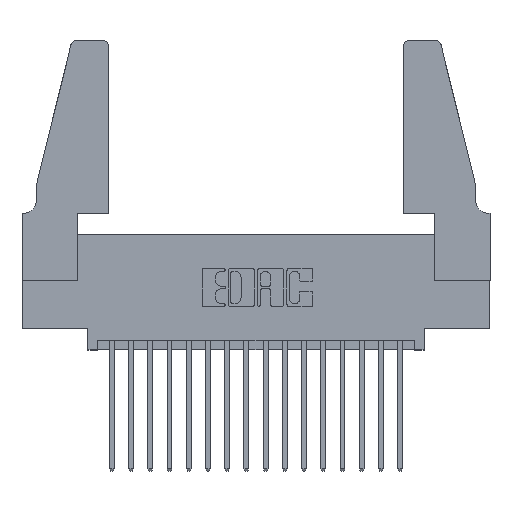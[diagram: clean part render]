
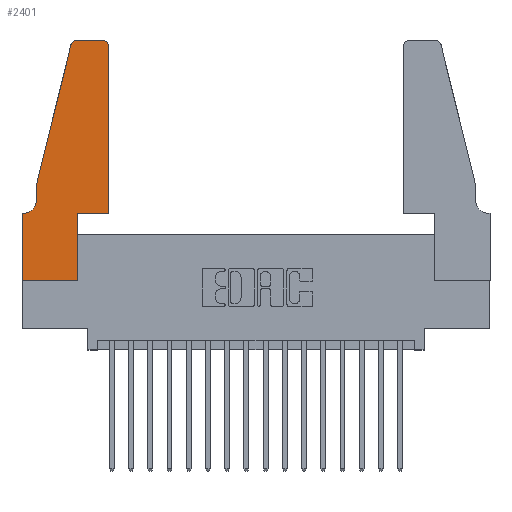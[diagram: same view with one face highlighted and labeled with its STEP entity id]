
A CAD part, top view. The second image highlights one B-rep face of the part: STEP entity #2401.
In plain terms, the highlighted planar face has unit normal (0, 0, 1).
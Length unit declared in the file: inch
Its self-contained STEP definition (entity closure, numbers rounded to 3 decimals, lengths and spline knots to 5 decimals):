
#151 = LINE ( 'NONE', #8854, #18109 ) ;
#154 = DIRECTION ( 'NONE',  ( 0., 1., 0. ) ) ;
#571 = VERTEX_POINT ( 'NONE', #9301 ) ;
#685 = DIRECTION ( 'NONE',  ( 0., 1., 0. ) ) ;
#793 = CIRCLE ( 'NONE', #11281, 0.03 ) ;
#836 = ORIENTED_EDGE ( 'NONE', *, *, #18371, .T. ) ;
#852 = LINE ( 'NONE', #15278, #3937 ) ;
#1440 = ORIENTED_EDGE ( 'NONE', *, *, #11683, .T. ) ;
#1538 = CARTESIAN_POINT ( 'NONE',  ( 0.0055, 0.42, 0.37 ) ) ;
#1689 = CARTESIAN_POINT ( 'NONE',  ( 0.25487, 1.22718, 0.37 ) ) ;
#1993 = CARTESIAN_POINT ( 'NONE',  ( 0., 0.35, 0.37 ) ) ;
#2083 = ORIENTED_EDGE ( 'NONE', *, *, #2437, .T. ) ;
#2267 = VERTEX_POINT ( 'NONE', #14459 ) ;
#2401 = ADVANCED_FACE ( 'NONE', ( #7054 ), #17410, .T. ) ;
#2437 = EDGE_CURVE ( 'NONE', #14623, #571, #9909, .T. ) ;
#2451 = VECTOR ( 'NONE', #5343, 39.37008 ) ;
#2519 = CARTESIAN_POINT ( 'NONE',  ( 0.284, 1.25, 0.37 ) ) ;
#2721 = CARTESIAN_POINT ( 'NONE',  ( 0., 0.35, 0.37 ) ) ;
#2760 = DIRECTION ( 'NONE',  ( -1., 0., 0. ) ) ;
#3025 = LINE ( 'NONE', #15025, #3514 ) ;
#3062 = DIRECTION ( 'NONE',  ( -1., 0., 0. ) ) ;
#3064 = DIRECTION ( 'NONE',  ( 0., 0., 1. ) ) ;
#3373 = LINE ( 'NONE', #14246, #17332 ) ;
#3375 = EDGE_CURVE ( 'NONE', #18387, #14623, #17274, .T. ) ;
#3427 = ORIENTED_EDGE ( 'NONE', *, *, #6314, .T. ) ;
#3514 = VECTOR ( 'NONE', #16384, 39.37008 ) ;
#3530 = DIRECTION ( 'NONE',  ( 1., 0., 0. ) ) ;
#3621 = CARTESIAN_POINT ( 'NONE',  ( 0.4205, 1.25, 0.37 ) ) ;
#3659 = DIRECTION ( 'NONE',  ( -0.239, -0.971, 0. ) ) ;
#3869 = ORIENTED_EDGE ( 'NONE', *, *, #16951, .T. ) ;
#3937 = VECTOR ( 'NONE', #5479, 39.37008 ) ;
#3944 = CARTESIAN_POINT ( 'NONE',  ( 0.2605, 1.25, 0.37 ) ) ;
#4169 = CARTESIAN_POINT ( 'NONE',  ( 0.0755, 0.5, 0.37 ) ) ;
#4291 = VECTOR ( 'NONE', #685, 39.37008 ) ;
#4300 = DIRECTION ( 'NONE',  ( 0., 0., 1. ) ) ;
#4532 = CARTESIAN_POINT ( 'NONE',  ( 0., 0., 0.37 ) ) ;
#4622 = EDGE_CURVE ( 'NONE', #16820, #14109, #852, .T. ) ;
#5100 = CARTESIAN_POINT ( 'NONE',  ( 0.4505, 0.35, 0.37 ) ) ;
#5343 = DIRECTION ( 'NONE',  ( -1., 0., 0. ) ) ;
#5396 = CARTESIAN_POINT ( 'NONE',  ( 0.0755, 0.42, 0.37 ) ) ;
#5479 = DIRECTION ( 'NONE',  ( 1., 0., 0. ) ) ;
#5551 = CARTESIAN_POINT ( 'NONE',  ( 0.4505, 0.35, 0.37 ) ) ;
#5970 = AXIS2_PLACEMENT_3D ( 'NONE', #1993, #11895, #3530 ) ;
#6184 = VECTOR ( 'NONE', #3659, 39.37008 ) ;
#6314 = EDGE_CURVE ( 'NONE', #571, #11485, #15284, .T. ) ;
#6352 = EDGE_CURVE ( 'NONE', #2267, #15696, #11535, .T. ) ;
#6941 = CIRCLE ( 'NONE', #16640, 0.07 ) ;
#6996 = CARTESIAN_POINT ( 'NONE',  ( 0.2865, 0.35, 0.37 ) ) ;
#7054 = FACE_OUTER_BOUND ( 'NONE', #17535, .T. ) ;
#7221 = ORIENTED_EDGE ( 'NONE', *, *, #17413, .T. ) ;
#7378 = VECTOR ( 'NONE', #2760, 39.37008 ) ;
#7380 = ORIENTED_EDGE ( 'NONE', *, *, #4622, .T. ) ;
#7464 = EDGE_CURVE ( 'NONE', #14109, #15802, #7989, .T. ) ;
#7989 = LINE ( 'NONE', #5100, #4291 ) ;
#8262 = ORIENTED_EDGE ( 'NONE', *, *, #9793, .T. ) ;
#8608 = ORIENTED_EDGE ( 'NONE', *, *, #14236, .T. ) ;
#8854 = CARTESIAN_POINT ( 'NONE',  ( 0.2865, 0.35, 0.37 ) ) ;
#9209 = CARTESIAN_POINT ( 'NONE',  ( 0.0755, 0.5, 0.37 ) ) ;
#9301 = CARTESIAN_POINT ( 'NONE',  ( 0.0755, 0.5, 0.37 ) ) ;
#9746 = VERTEX_POINT ( 'NONE', #4532 ) ;
#9793 = EDGE_CURVE ( 'NONE', #16777, #16820, #151, .T. ) ;
#9875 = ORIENTED_EDGE ( 'NONE', *, *, #6352, .T. ) ;
#9909 = LINE ( 'NONE', #9209, #6184 ) ;
#9948 = LINE ( 'NONE', #3944, #2451 ) ;
#10152 = ORIENTED_EDGE ( 'NONE', *, *, #3375, .T. ) ;
#11281 = AXIS2_PLACEMENT_3D ( 'NONE', #11477, #3064, #12924 ) ;
#11324 = CARTESIAN_POINT ( 'NONE',  ( 0.4505, 1.22, 0.37 ) ) ;
#11472 = DIRECTION ( 'NONE',  ( 0., 0., -1. ) ) ;
#11477 = CARTESIAN_POINT ( 'NONE',  ( 0.4205, 1.22, 0.37 ) ) ;
#11485 = VERTEX_POINT ( 'NONE', #5396 ) ;
#11535 = LINE ( 'NONE', #12601, #7378 ) ;
#11683 = EDGE_CURVE ( 'NONE', #9746, #16777, #3373, .T. ) ;
#11844 = AXIS2_PLACEMENT_3D ( 'NONE', #12689, #4300, #14124 ) ;
#11895 = DIRECTION ( 'NONE',  ( 0., 0., 1. ) ) ;
#12424 = VECTOR ( 'NONE', #13997, 39.37008 ) ;
#12601 = CARTESIAN_POINT ( 'NONE',  ( 0.0755, 0.35, 0.37 ) ) ;
#12689 = CARTESIAN_POINT ( 'NONE',  ( 0.284, 1.22, 0.37 ) ) ;
#12924 = DIRECTION ( 'NONE',  ( 1., 0., 0. ) ) ;
#13827 = VERTEX_POINT ( 'NONE', #3621 ) ;
#13981 = CARTESIAN_POINT ( 'NONE',  ( 0.2865, 0., 0.37 ) ) ;
#13997 = DIRECTION ( 'NONE',  ( 0., -1., 0. ) ) ;
#14109 = VERTEX_POINT ( 'NONE', #5551 ) ;
#14124 = DIRECTION ( 'NONE',  ( 1., 0., 0. ) ) ;
#14236 = EDGE_CURVE ( 'NONE', #15696, #9746, #3025, .T. ) ;
#14246 = CARTESIAN_POINT ( 'NONE',  ( 0., 0., 0.37 ) ) ;
#14459 = CARTESIAN_POINT ( 'NONE',  ( 0.0055, 0.35, 0.37 ) ) ;
#14623 = VERTEX_POINT ( 'NONE', #1689 ) ;
#15025 = CARTESIAN_POINT ( 'NONE',  ( 0., 0., 0.37 ) ) ;
#15278 = CARTESIAN_POINT ( 'NONE',  ( 0.4505, 0.35, 0.37 ) ) ;
#15284 = LINE ( 'NONE', #4169, #12424 ) ;
#15448 = ORIENTED_EDGE ( 'NONE', *, *, #7464, .T. ) ;
#15696 = VERTEX_POINT ( 'NONE', #2721 ) ;
#15802 = VERTEX_POINT ( 'NONE', #11324 ) ;
#16384 = DIRECTION ( 'NONE',  ( 0., -1., 0. ) ) ;
#16640 = AXIS2_PLACEMENT_3D ( 'NONE', #1538, #11472, #3062 ) ;
#16777 = VERTEX_POINT ( 'NONE', #13981 ) ;
#16820 = VERTEX_POINT ( 'NONE', #6996 ) ;
#16951 = EDGE_CURVE ( 'NONE', #11485, #2267, #6941, .T. ) ;
#17274 = CIRCLE ( 'NONE', #11844, 0.03 ) ;
#17332 = VECTOR ( 'NONE', #18316, 39.37008 ) ;
#17410 = PLANE ( 'NONE',  #5970 ) ;
#17413 = EDGE_CURVE ( 'NONE', #15802, #13827, #793, .T. ) ;
#17535 = EDGE_LOOP ( 'NONE', ( #836, #10152, #2083, #3427, #3869, #9875, #8608, #1440, #8262, #7380, #15448, #7221 ) ) ;
#18109 = VECTOR ( 'NONE', #154, 39.37008 ) ;
#18316 = DIRECTION ( 'NONE',  ( 1., 0., 0. ) ) ;
#18371 = EDGE_CURVE ( 'NONE', #13827, #18387, #9948, .T. ) ;
#18387 = VERTEX_POINT ( 'NONE', #2519 ) ;
